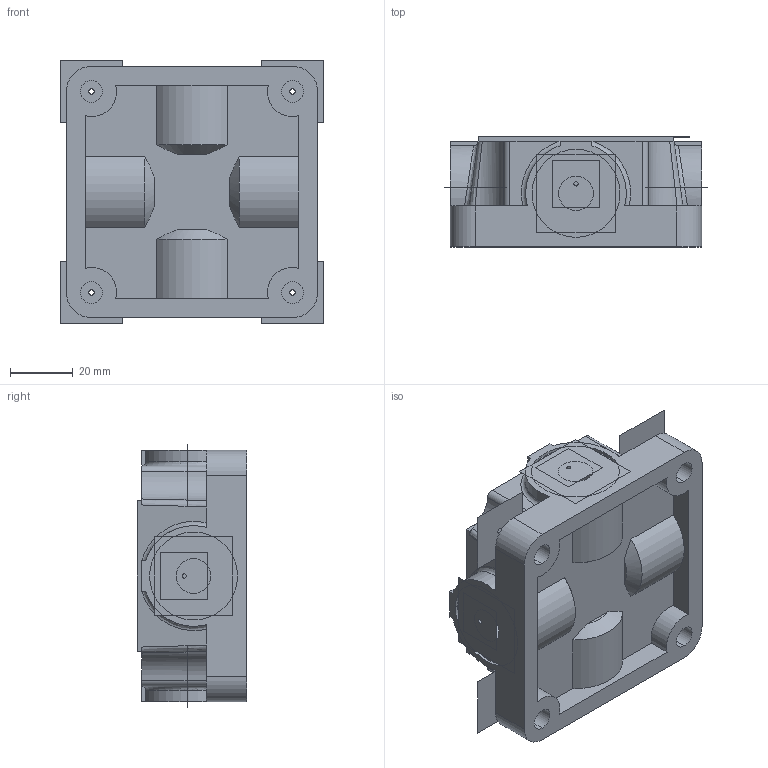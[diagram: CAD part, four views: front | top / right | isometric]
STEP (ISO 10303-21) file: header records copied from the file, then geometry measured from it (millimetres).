
FILE_DESCRIPTION((''),'2;1');
FILE_NAME('MRSL3_3-8_1_ASM','2007-04-12T',('be-cb'),(''),'PRO/ENGINEER BY PARAMETRIC TECHNOLOGY CORPORATION, 2006010','PRO/ENGINEER BY PARAMETRIC TECHNOLOGY CORPORATION, 2006010','');
FILE_SCHEMA(('CONFIG_CONTROL_DESIGN'));
Length unit declared in the file: millimetre
Products named in the file (10): MRSL3_3-8_2; PTAB-6_D-4; CETOP3_ASM; RAC_GAZ_LAR; RAC_GAZ_LAR_ASM; FIX_TRAV_BLOC; FIX_TRAV_BLOC_ASM; BO_TRAV_METRIQUE; BO_TRAV_METRIQUE_ASM; MRSL3_3-8_1_ASM
Assembly tree (18 placements, depth 3):
  MRSL3_3-8_1_ASM
    MRSL3_3-8_2
    CETOP3_ASM
      PTAB-6_D-4
    RAC_GAZ_LAR_ASM  x4
      RAC_GAZ_LAR
    FIX_TRAV_BLOC_ASM  x4
      FIX_TRAV_BLOC
    BO_TRAV_METRIQUE_ASM  x4
      BO_TRAV_METRIQUE
Bounding box: 84 x 35 x 84 mm (x, y, z)
Volume: 146066.8 mm3; surface area: 40747.7 mm2
Topology: 1 solids, 22 shells, 621 faces, 1769 edges, 1197 vertices
Faces by surface type: plane 490, cylinder 97, cone 22, bspline 8, torus 4
Entity records: 20465 total; most frequent: CARTESIAN_POINT 4384, ORIENTED_EDGE 3322, DIRECTION 3131, EDGE_CURVE 1697, VECTOR 1411, LINE 1411, VERTEX_POINT 1143, AXIS2_PLACEMENT_3D 860
